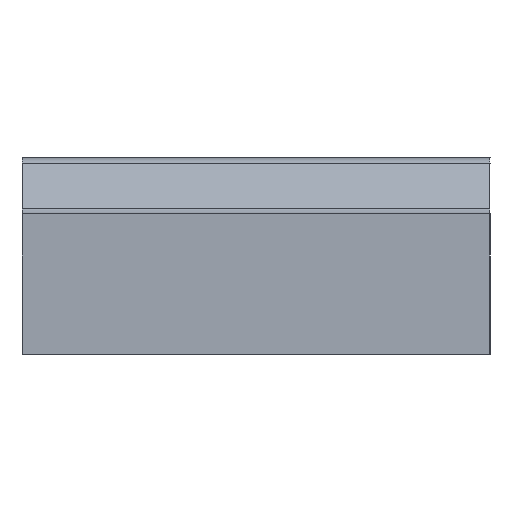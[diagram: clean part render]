
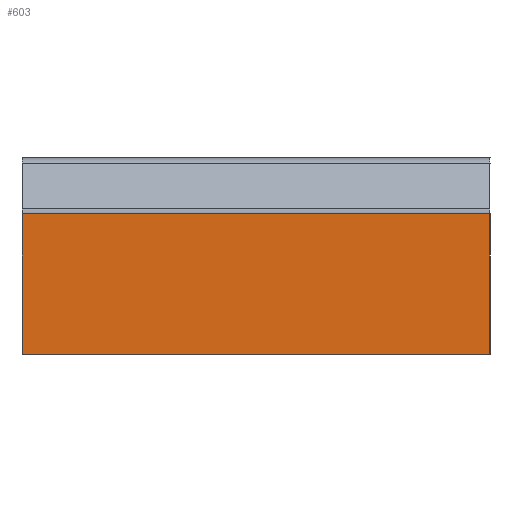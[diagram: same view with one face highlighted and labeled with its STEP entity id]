
A CAD part, left-side view. The second image highlights one B-rep face of the part: STEP entity #603.
In plain terms, the highlighted planar face has unit normal (-1, 0, 0).
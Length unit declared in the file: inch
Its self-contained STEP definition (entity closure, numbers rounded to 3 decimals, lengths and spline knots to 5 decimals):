
#65=FACE_OUTER_BOUND('',#99,.T.);
#99=EDGE_LOOP('',(#482,#483,#484,#485));
#153=LINE('',#952,#221);
#154=LINE('',#955,#222);
#155=LINE('',#957,#223);
#156=LINE('',#958,#224);
#221=VECTOR('',#778,0.125);
#222=VECTOR('',#781,0.0375);
#223=VECTOR('',#782,0.0375);
#224=VECTOR('',#783,0.125);
#284=VERTEX_POINT('',#948);
#285=VERTEX_POINT('',#950);
#286=VERTEX_POINT('',#954);
#287=VERTEX_POINT('',#956);
#357=EDGE_CURVE('',#284,#285,#153,.T.);
#358=EDGE_CURVE('',#286,#284,#154,.T.);
#359=EDGE_CURVE('',#287,#285,#155,.T.);
#360=EDGE_CURVE('',#286,#287,#156,.T.);
#482=ORIENTED_EDGE('',*,*,#358,.T.);
#483=ORIENTED_EDGE('',*,*,#357,.T.);
#484=ORIENTED_EDGE('',*,*,#359,.F.);
#485=ORIENTED_EDGE('',*,*,#360,.F.);
#571=PLANE('',#656);
#603=ADVANCED_FACE('',(#65),#571,.T.);
#656=AXIS2_PLACEMENT_3D('',#953,#779,#780);
#778=DIRECTION('',(0.,1.,0.));
#779=DIRECTION('center_axis',(-1.,0.,0.));
#780=DIRECTION('ref_axis',(0.,0.,1.));
#781=DIRECTION('',(0.,0.,1.));
#782=DIRECTION('',(0.,0.,1.));
#783=DIRECTION('',(0.,1.,0.));
#948=CARTESIAN_POINT('',(-0.125,0.,0.0375));
#950=CARTESIAN_POINT('',(-0.125,0.125,0.0375));
#952=CARTESIAN_POINT('',(-0.125,0.,0.0375));
#953=CARTESIAN_POINT('Origin',(-0.125,0.,0.));
#954=CARTESIAN_POINT('',(-0.125,0.,0.));
#955=CARTESIAN_POINT('',(-0.125,0.,0.));
#956=CARTESIAN_POINT('',(-0.125,0.125,0.));
#957=CARTESIAN_POINT('',(-0.125,0.125,0.));
#958=CARTESIAN_POINT('',(-0.125,0.,0.));
